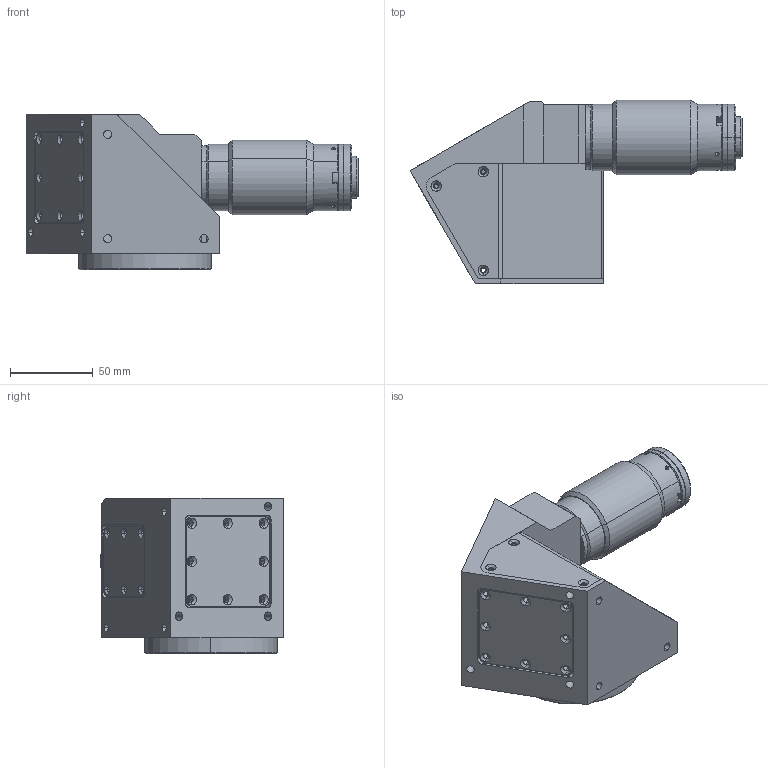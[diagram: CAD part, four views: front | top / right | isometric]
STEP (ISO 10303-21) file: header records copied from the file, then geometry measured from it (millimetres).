
FILE_DESCRIPTION (( 'STEP AP214' ), '1' );
FILE_NAME ('TCCR4M056-C.STEP', '2015-07-21T10:11:23', ( '' ), ( '' ), 'SwSTEP 2.0', 'SolidWorks 2013', '' );
FILE_SCHEMA (( 'AUTOMOTIVE_DESIGN' ));
Length unit declared in the file: millimetre
Products named in the file (1): TCCR4M056-C
Bounding box: 200.29 x 110.67 x 93.6 mm (x, y, z)
Surface area: 83871.3 mm2 (no closed solid volume)
Topology: 0 solids, 12 shells, 282 faces, 834 edges, 565 vertices
Faces by surface type: cylinder 134, plane 84, cone 62, sphere 2
Entity records: 12849 total; most frequent: CARTESIAN_POINT 2000, DIRECTION 1738, ORIENTED_EDGE 1393, EDGE_CURVE 834, AXIS2_PLACEMENT_3D 653, VERTEX_POINT 565, LINE 432, VECTOR 432
